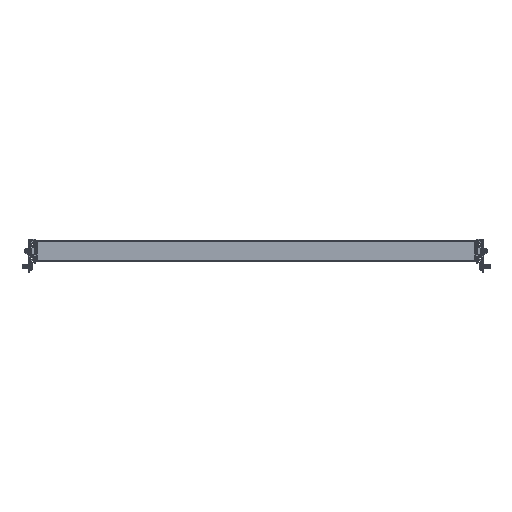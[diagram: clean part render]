
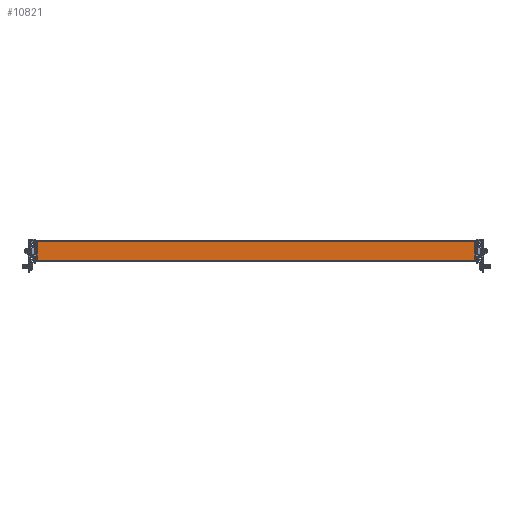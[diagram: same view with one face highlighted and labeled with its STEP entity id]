
A CAD part, front view. The second image highlights one B-rep face of the part: STEP entity #10821.
In plain terms, the highlighted planar face has unit normal (0, -1, 0).
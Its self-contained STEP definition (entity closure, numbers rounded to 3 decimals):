
#2326 = EDGE_CURVE ( 'NONE', #16725, #16731, #40504, .T. ) ;
#2332 = EDGE_CURVE ( 'NONE', #16737, #16741, #41009, .T. ) ;
#2333 = EDGE_CURVE ( 'NONE', #16731, #16737, #41015, .T. ) ;
#2334 = EDGE_CURVE ( 'NONE', #16725, #16741, #41021, .T. ) ;
#6609 = VECTOR ( 'NONE', #40983, 1000. ) ;
#6632 = VECTOR ( 'NONE', #41013, 1000. ) ;
#6634 = VECTOR ( 'NONE', #41019, 1000. ) ;
#6636 = VECTOR ( 'NONE', #41026, 1000. ) ;
#7199 = AXIS2_PLACEMENT_3D ( 'NONE', #7373, #7384, #7385 ) ;
#7373 = CARTESIAN_POINT ( 'NONE',  ( 337.5, -260., 0. ) ) ;
#7381 = FACE_OUTER_BOUND ( 'NONE', #48141, .T. ) ;
#7382 = PLANE ( 'NONE',  #7199 ) ;
#7384 = DIRECTION ( 'NONE',  ( 0., 1., 0. ) ) ;
#7385 = DIRECTION ( 'NONE',  ( 0., 0., 1. ) ) ;
#10821 = ADVANCED_FACE ( 'NONE', ( #7381 ), #7382, .F. ) ;
#16725 = VERTEX_POINT ( 'NONE', #23114 ) ;
#16731 = VERTEX_POINT ( 'NONE', #23126 ) ;
#16737 = VERTEX_POINT ( 'NONE', #23138 ) ;
#16741 = VERTEX_POINT ( 'NONE', #23146 ) ;
#19578 = ORIENTED_EDGE ( 'NONE', *, *, #2326, .T. ) ;
#20749 = ORIENTED_EDGE ( 'NONE', *, *, #2333, .T. ) ;
#20751 = ORIENTED_EDGE ( 'NONE', *, *, #2332, .T. ) ;
#20753 = ORIENTED_EDGE ( 'NONE', *, *, #2334, .F. ) ;
#23114 = CARTESIAN_POINT ( 'NONE',  ( -337.5, -260., -0.01 ) ) ;
#23126 = CARTESIAN_POINT ( 'NONE',  ( -337.5, -260., -28.99 ) ) ;
#23138 = CARTESIAN_POINT ( 'NONE',  ( 337.5, -260., -28.99 ) ) ;
#23146 = CARTESIAN_POINT ( 'NONE',  ( 337.5, -260., -0.01 ) ) ;
#40504 = LINE ( 'NONE', #40978, #6609 ) ;
#40978 = CARTESIAN_POINT ( 'NONE',  ( -337.5, -260., 0. ) ) ;
#40983 = DIRECTION ( 'NONE',  ( 0., 0., -1. ) ) ;
#41009 = LINE ( 'NONE', #41011, #6632 ) ;
#41011 = CARTESIAN_POINT ( 'NONE',  ( 337.5, -260., 0. ) ) ;
#41013 = DIRECTION ( 'NONE',  ( 0., 0., 1. ) ) ;
#41015 = LINE ( 'NONE', #41017, #6634 ) ;
#41017 = CARTESIAN_POINT ( 'NONE',  ( -337.5, -260., -28.99 ) ) ;
#41019 = DIRECTION ( 'NONE',  ( 1., 0., 0. ) ) ;
#41021 = LINE ( 'NONE', #41024, #6636 ) ;
#41024 = CARTESIAN_POINT ( 'NONE',  ( 337.5, -260., -0.01 ) ) ;
#41026 = DIRECTION ( 'NONE',  ( 1., 0., 0. ) ) ;
#48141 = EDGE_LOOP ( 'NONE', ( #20749, #20751, #20753, #19578 ) ) ;
